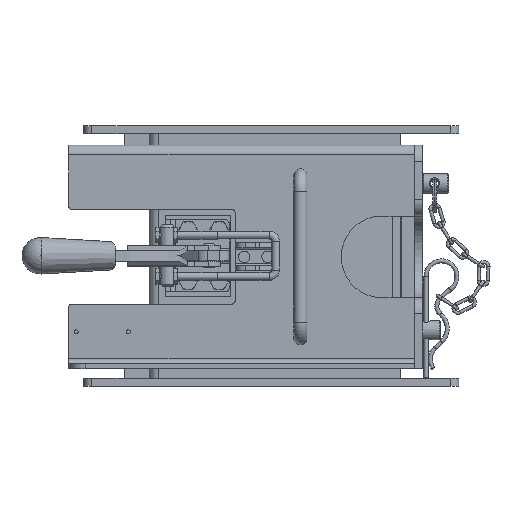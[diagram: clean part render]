
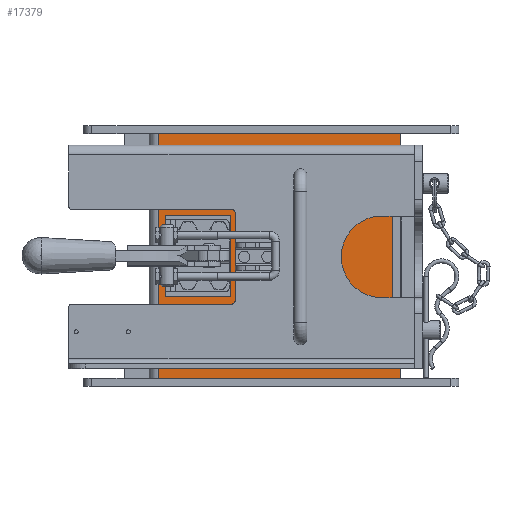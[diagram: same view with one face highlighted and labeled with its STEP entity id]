
A CAD part, left-side view. The second image highlights one B-rep face of the part: STEP entity #17379.
In plain terms, the highlighted planar face has unit normal (-1, 0, 0).
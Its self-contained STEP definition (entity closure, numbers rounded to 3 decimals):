
#814=LINE('',#29802,#1780);
#818=LINE('',#29809,#1784);
#821=LINE('',#29815,#1787);
#823=LINE('',#29818,#1789);
#844=LINE('',#29882,#1810);
#853=LINE('',#29913,#1819);
#863=LINE('',#29943,#1829);
#866=LINE('',#29952,#1832);
#869=LINE('',#29958,#1835);
#899=LINE('',#30036,#1865);
#908=LINE('',#30079,#1874);
#909=LINE('',#30080,#1875);
#1780=VECTOR('',#22794,10.);
#1784=VECTOR('',#22800,10.);
#1787=VECTOR('',#22805,10.);
#1789=VECTOR('',#22809,10.);
#1810=VECTOR('',#22866,10.);
#1819=VECTOR('',#22893,10.);
#1829=VECTOR('',#22919,10.);
#1832=VECTOR('',#22926,10.);
#1835=VECTOR('',#22935,10.);
#1865=VECTOR('',#23021,10.);
#1874=VECTOR('',#23070,10.);
#1875=VECTOR('',#23071,10.);
#2712=PLANE('',#19065);
#3658=FACE_BOUND('',#5886,.T.);
#4576=FACE_OUTER_BOUND('',#5885,.T.);
#5885=EDGE_LOOP('',(#14255,#14256,#14257,#14258,#14259,#14260,#14261,#14262));
#5886=EDGE_LOOP('',(#14263,#14264,#14265,#14266));
#8310=VERTEX_POINT('',#29799);
#8311=VERTEX_POINT('',#29801);
#8313=VERTEX_POINT('',#29807);
#8315=VERTEX_POINT('',#29813);
#8339=VERTEX_POINT('',#29880);
#8340=VERTEX_POINT('',#29881);
#8353=VERTEX_POINT('',#29911);
#8356=VERTEX_POINT('',#29922);
#8365=VERTEX_POINT('',#29941);
#8369=VERTEX_POINT('',#29950);
#8389=VERTEX_POINT('',#30035);
#8403=VERTEX_POINT('',#30078);
#10330=EDGE_CURVE('',#8311,#8310,#814,.T.);
#10334=EDGE_CURVE('',#8310,#8313,#818,.T.);
#10337=EDGE_CURVE('',#8313,#8315,#821,.T.);
#10339=EDGE_CURVE('',#8315,#8311,#823,.T.);
#10368=EDGE_CURVE('',#8339,#8340,#844,.T.);
#10384=EDGE_CURVE('',#8353,#8339,#853,.T.);
#10399=EDGE_CURVE('',#8353,#8365,#863,.T.);
#10404=EDGE_CURVE('',#8356,#8369,#866,.T.);
#10407=EDGE_CURVE('',#8340,#8369,#869,.T.);
#10446=EDGE_CURVE('',#8356,#8389,#899,.T.);
#10467=EDGE_CURVE('',#8403,#8365,#908,.T.);
#10468=EDGE_CURVE('',#8389,#8403,#909,.T.);
#14255=ORIENTED_EDGE('',*,*,#10446,.F.);
#14256=ORIENTED_EDGE('',*,*,#10404,.T.);
#14257=ORIENTED_EDGE('',*,*,#10407,.F.);
#14258=ORIENTED_EDGE('',*,*,#10368,.F.);
#14259=ORIENTED_EDGE('',*,*,#10384,.F.);
#14260=ORIENTED_EDGE('',*,*,#10399,.T.);
#14261=ORIENTED_EDGE('',*,*,#10467,.F.);
#14262=ORIENTED_EDGE('',*,*,#10468,.F.);
#14263=ORIENTED_EDGE('',*,*,#10330,.T.);
#14264=ORIENTED_EDGE('',*,*,#10334,.T.);
#14265=ORIENTED_EDGE('',*,*,#10337,.T.);
#14266=ORIENTED_EDGE('',*,*,#10339,.T.);
#17379=ADVANCED_FACE('',(#4576,#3658),#2712,.T.);
#19065=AXIS2_PLACEMENT_3D('',#30077,#23068,#23069);
#22794=DIRECTION('',(0.,0.,1.));
#22800=DIRECTION('',(0.,-1.,0.));
#22805=DIRECTION('',(0.,0.,-1.));
#22809=DIRECTION('',(0.,1.,0.));
#22866=DIRECTION('',(0.,0.,-1.));
#22893=DIRECTION('',(0.,1.,0.));
#22919=DIRECTION('',(0.,0.,1.));
#22926=DIRECTION('',(0.,0.,1.));
#22935=DIRECTION('',(0.,-1.,0.));
#23021=DIRECTION('',(0.,1.,0.));
#23068=DIRECTION('center_axis',(-1.,0.,0.));
#23069=DIRECTION('ref_axis',(0.,0.,1.));
#23070=DIRECTION('',(0.,-1.,0.));
#23071=DIRECTION('',(0.,0.,1.));
#29799=CARTESIAN_POINT('',(-76.,65.,105.));
#29801=CARTESIAN_POINT('',(-76.,65.,55.));
#29802=CARTESIAN_POINT('',(-76.,65.,107.5));
#29807=CARTESIAN_POINT('',(-76.,25.,105.));
#29809=CARTESIAN_POINT('',(-76.,70.,105.));
#29813=CARTESIAN_POINT('',(-76.,25.,55.));
#29815=CARTESIAN_POINT('',(-76.,25.,132.5));
#29818=CARTESIAN_POINT('',(-76.,50.,55.));
#29880=CARTESIAN_POINT('',(-76.,-74.,145.2));
#29881=CARTESIAN_POINT('',(-76.,-74.,14.8));
#29882=CARTESIAN_POINT('',(-76.,-74.,160.));
#29911=CARTESIAN_POINT('',(-76.,-79.,145.2));
#29913=CARTESIAN_POINT('',(-76.,-74.,145.2));
#29922=CARTESIAN_POINT('',(-76.,-79.,5.));
#29941=CARTESIAN_POINT('',(-76.,-79.,155.));
#29943=CARTESIAN_POINT('',(-76.,-79.,145.));
#29950=CARTESIAN_POINT('',(-76.,-79.,14.8));
#29952=CARTESIAN_POINT('',(-76.,-79.,0.));
#29958=CARTESIAN_POINT('',(-76.,-74.,14.8));
#30035=CARTESIAN_POINT('',(-76.,69.,5.));
#30036=CARTESIAN_POINT('',(-76.,-39.5,5.));
#30077=CARTESIAN_POINT('Origin',(-76.,75.,160.));
#30078=CARTESIAN_POINT('',(-76.,69.,155.));
#30079=CARTESIAN_POINT('',(-76.,-37.,155.));
#30080=CARTESIAN_POINT('',(-76.,69.,160.));
